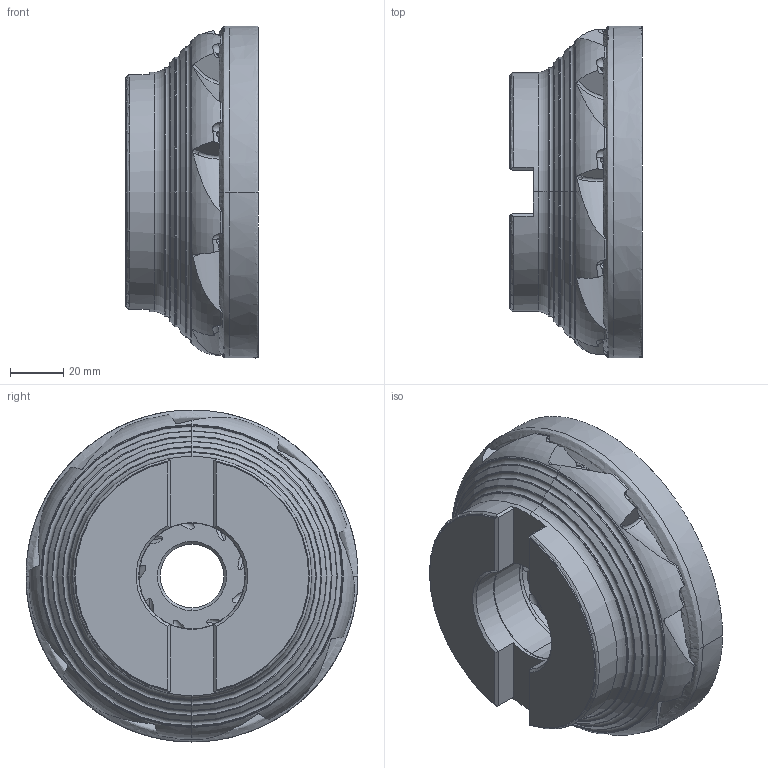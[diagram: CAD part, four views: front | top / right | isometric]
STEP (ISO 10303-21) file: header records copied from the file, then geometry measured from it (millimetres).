
FILE_DESCRIPTION (( 'STEP AP214' ), '1' );
FILE_NAME ('90PP_125_723_9.STEP', '2016-07-21T13:16:44', ( '' ), ( '' ), 'SwSTEP 2.0', 'SolidWorks 2016', '' );
FILE_SCHEMA (( 'AUTOMOTIVE_DESIGN' ));
Length unit declared in the file: millimetre
Products named in the file (1): 90PP_125_723_9
Bounding box: 50.01 x 124.93 x 124.93 mm (x, y, z)
Volume: 388876.6 mm3; surface area: 53427.4 mm2
Topology: 1 solids, 1 shells, 587 faces, 1799 edges, 1143 vertices
Faces by surface type: cylinder 242, plane 172, torus 68, cone 47, sphere 45, bspline 13
Entity records: 25666 total; most frequent: CARTESIAN_POINT 10995, ORIENTED_EDGE 3490, DIRECTION 2631, EDGE_CURVE 1745, VERTEX_POINT 1116, AXIS2_PLACEMENT_3D 1067, EDGE_LOOP 599, B_SPLINE_CURVE_WITH_KNOTS 596
